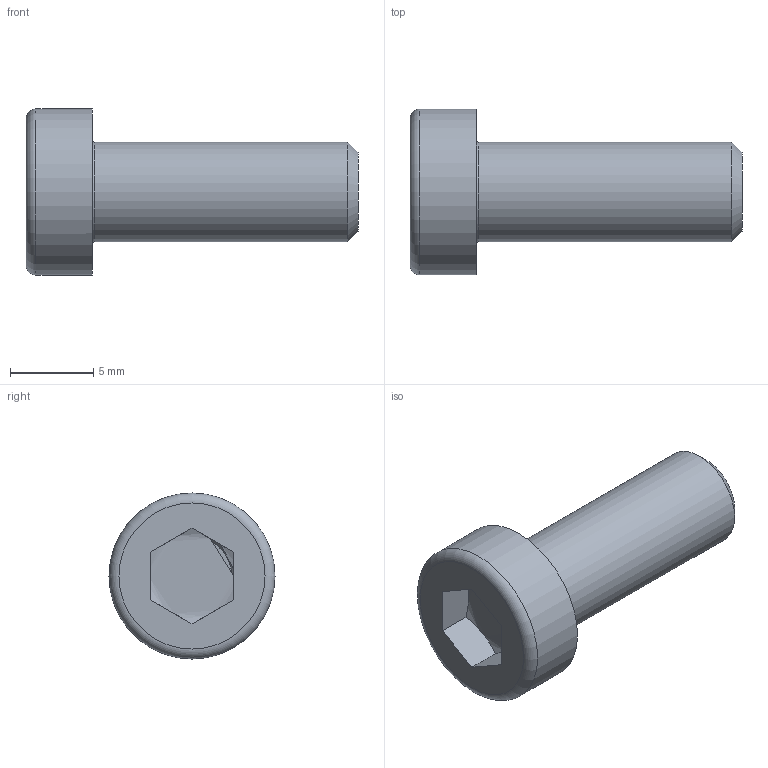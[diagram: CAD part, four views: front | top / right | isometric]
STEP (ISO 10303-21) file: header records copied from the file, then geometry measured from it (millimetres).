
FILE_DESCRIPTION(/* description */ ('VITE TCEI 6X16 ZN RIBASSATA'),/* implementation_level */ '2;1');
FILE_NAME(/* name */ 'CVITB0000010.stp',/* time_stamp */ '2019-04-16T10:34:18+02:00',/* author */ ('fzagni'),/* organization */ (''),/* preprocessor_version */ 'ST-DEVELOPER v17.2',/* originating_system */ 'Autodesk Inventor 2019',/* authorisation */ '');
FILE_SCHEMA (('AUTOMOTIVE_DESIGN { 1 0 10303 214 3 1 1 }'));
Length unit declared in the file: millimetre
Products named in the file (1): !25.176.01!!!
Bounding box: 20 x 10 x 10 mm (x, y, z)
Volume: 703.5 mm3; surface area: 608.5 mm2
Topology: 1 solids, 1 shells, 15 faces, 41 edges, 29 vertices
Faces by surface type: plane 9, torus 2, cylinder 2, cone 2
Full cylindrical faces by diameter (mm): 6 x1, 10 x1
Entity records: 521 total; most frequent: CARTESIAN_POINT 99, DIRECTION 82, ORIENTED_EDGE 80, EDGE_CURVE 40, AXIS2_PLACEMENT_3D 33, VERTEX_POINT 29, EDGE_LOOP 17, CIRCLE 17
